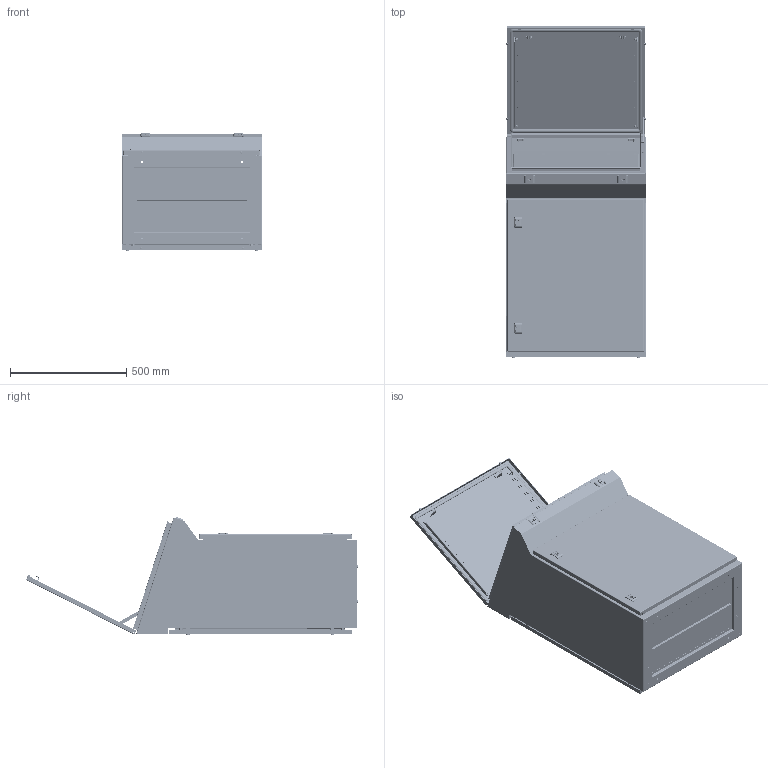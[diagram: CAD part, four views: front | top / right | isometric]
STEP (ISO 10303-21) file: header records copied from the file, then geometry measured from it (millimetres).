
FILE_DESCRIPTION (( 'STEP AP203' ), '1' );
FILE_NAME ('R5S02.step', '2013-04-26T12:52:34', ( 'User' ), ( 'DKC' ), 'SwSTEP 2.0', 'SolidWorks 2012', '' );
FILE_SCHEMA (( 'CONFIG_CONTROL_DESIGN' ));
Products named in the file (66): R5S02; Hex flange nut M6 China CM100600_B18.2.2.4M - Hex flange nut, M6 x 1 --N; Door traverse PN_AC00C296  R5S01; Assem Control desks PN_R5PN600; AC00C380 for transportation; AC00C453; Bottom plate PN_LE04C005 600x1200; Inserto filettato M6...; Flange Nut M81_Flange Nut M8; Mounting plate PN_LE07C015 600; Screw M8 x 40_ISO 4016 - M8 x 40 x 40-NS; AC00C318_AC00C318; Assem back panel_LE02C076  600mm; PN sealant for back panel_600; Back panel_600; Rounded head screw with cross slot M6 x 12_ISO 7045 - M6 x 12 - Z --- 12S; capscrew with recessed hexahedron m6 x 10_ISO 4762 M6 x 10 --- 10S; AC00C172 new; Handle for desk_�� 㬮�砭��; Piastrina AC00C347_�� 㬮�砭��; Assem door_LE02C066  600mm; MOLLA AC00C344_AC00C344; Handle small door CE_�� 㬮�砭��; Sealant AC00356_�� 㬮�砭��; AC00C348_�� 㬮�砭��; Hex Flange Bolt M6x10_ISO 4162 - M6 x 12 x 12-S; Linguetta CE_handle CE; Inserto a doppio pettine AC00C443_AC00C343; BASETTA ESTERNA PER BOX AC00C503_AC00C503; End-cup AC00C112; PN sealant for door_600; Door_600; Assem cover_LE02C060  600mm; AC00C112; CERNIERA SALDATA_AC00C398; lock catch LE02C082; PN sealant for cover_600; Cover_600; End-cup AC00C383; Hinge CE (180 mirror) ...
Assembly tree (161 placements, depth 5):
  R5S02
    Assem Control desks PN_R5PN600
      Body of control desk PN_LE01S008  600mm
        Left side PN LE01C051_LE01C051
        Front bottom profile_LE01C053  600mm
        Back bottom profile_LE01C065  600mm
        Front top profile (+K=0.5) _LE01C059  600mm
        Back top profile_LE01C071  600mm
        Left side PN LE01C051_MirrorLE01C051
        land_�� 㬮�砭��  x6
        end-cap_AC00C061  x6
      Coverstop PN (1)_AC00C452
        AC00C452_AC00C452
        vite m5x10 ac00c274_Vite M5x10 AC00C274  x2
        Flange Nut M5_Flange Nut M5  x2
        AC00C279_AC00C279
        bar AC00C278
        Øàéáà 3.65Ã ÃÎÑÒ 11648-75 (1)_˜ ©¡  3.65ƒ ƒŽ‘’ 11648-75
        Øàéáà 5.65Ã ÃÎÑÒ 11648-75 (1)_˜ ©¡  5.65ƒ ƒŽ‘’ 11648-75
        Prigioniero PFH-M5-12_�� 㬮�砭��
        Nut M5 A3200001_A3200001
      Hinge CE (1)
        blocchetto fissaggio cerniera AC00C354_AC00C354
        CERNIERA AC00C399
        Tapping screw 4.2x16 (1)_Tapping screw 4.2x16  x2
        Perno AC00C401 (3)_AC00C401
      Hinge CE (mirror) (1)
        blocchetto fissaggio cerniera AC00C354_AC00C354
        CERNIERA AC00C399
        Tapping screw 4.2x16 (1)_Tapping screw 4.2x16  x2
        Perno AC00C401 (3)_AC00C401
      Hinge CE (180)
        blocchetto fissaggio cerniera AC00C354_AC00C354
        CERNIERA AC00C399
        Tapping screw 4.2x16 (1)_Tapping screw 4.2x16  x2
        Perno AC00C401 (3)_AC00C401
      Hinge CE (180 mirror)
        blocchetto fissaggio cerniera AC00C354_AC00C354
        CERNIERA AC00C399
        Tapping screw 4.2x16 (1)_Tapping screw 4.2x16  x2
        Perno AC00C401 (3)_AC00C401
      End-cup AC00C383  x2
      Assem cover_LE02C060  600mm
        Cover_600
        PN sealant for cover_600
        lock catch LE02C082  x2
        CERNIERA SALDATA_AC00C398  x2
        AC00C112  x3
        land_�� 㬮�砭��  x4
      Assem door_LE02C066  600mm
        Door_600
        PN sealant for door_600
        CERNIERA SALDATA_AC00C398  x2
        End-cup AC00C112  x4
        Handle small door CE_�� 㬮�砭��  x2
          BASETTA ESTERNA PER BOX AC00C503_AC00C503
          Inserto a doppio pettine AC00C443_AC00C343
          Linguetta CE_handle CE
          Hex Flange Bolt M6x10_ISO 4162 - M6 x 12 x 12-S
          AC00C348_�� 㬮�砭��
Bounding box: 600 x 1424.11 x 506.9 mm (x, y, z)
Volume: 6287884.2 mm3; surface area: 7253859 mm2
Topology: 173 solids, 173 shells, 14520 faces, 38439 edges, 24537 vertices
Faces by surface type: bspline 4712, cylinder 3575, plane 3545, cone 2332, torus 312, sphere 44
Entity records: 203321 total; most frequent: CARTESIAN_POINT 105355, ORIENTED_EDGE 19092, DIRECTION 17572, EDGE_CURVE 9546, AXIS2_PLACEMENT_3D 6339, VERTEX_POINT 5902, LINE 4894, VECTOR 4894
